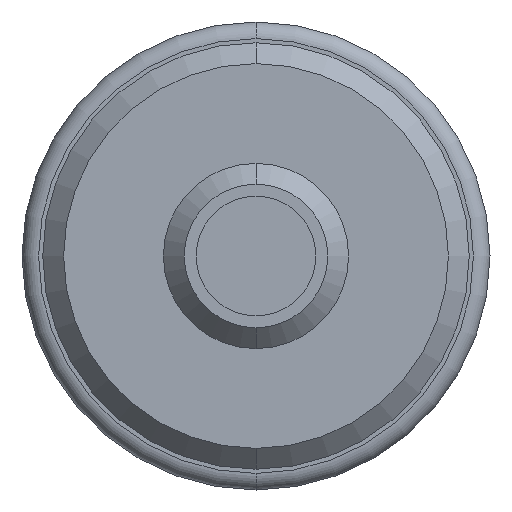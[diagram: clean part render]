
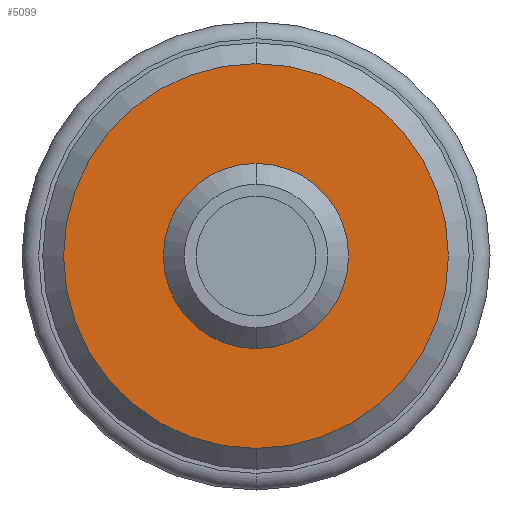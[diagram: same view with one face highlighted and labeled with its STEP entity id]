
A CAD part, front view. The second image highlights one B-rep face of the part: STEP entity #5099.
In plain terms, the highlighted planar face has unit normal (0, -1, 0).
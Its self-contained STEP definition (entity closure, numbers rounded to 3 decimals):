
#20 = DIRECTION ( 'NONE',  ( 0., 0., -1. ) ) ;
#140 = DIRECTION ( 'NONE',  ( 0., 0., -1. ) ) ;
#155 = CARTESIAN_POINT ( 'NONE',  ( 0., -2., 4.45 ) ) ;
#339 = VERTEX_POINT ( 'NONE', #4976 ) ;
#369 = CIRCLE ( 'NONE', #4477, 9.25 ) ;
#372 = CIRCLE ( 'NONE', #4582, 4.45 ) ;
#423 = CARTESIAN_POINT ( 'NONE',  ( 0., -2., 0. ) ) ;
#438 = CARTESIAN_POINT ( 'NONE',  ( 0., -2., 9.25 ) ) ;
#559 = PLANE ( 'NONE',  #5305 ) ;
#668 = EDGE_LOOP ( 'NONE', ( #1993, #1240 ) ) ;
#865 = DIRECTION ( 'NONE',  ( 0., -1., 0. ) ) ;
#1007 = EDGE_CURVE ( 'NONE', #339, #5403, #369, .T. ) ;
#1068 = VERTEX_POINT ( 'NONE', #155 ) ;
#1229 = DIRECTION ( 'NONE',  ( 0., -1., 0. ) ) ;
#1240 = ORIENTED_EDGE ( 'NONE', *, *, #2939, .F. ) ;
#1351 = FACE_OUTER_BOUND ( 'NONE', #3876, .T. ) ;
#1386 = ORIENTED_EDGE ( 'NONE', *, *, #1007, .T. ) ;
#1786 = DIRECTION ( 'NONE',  ( 0., 0., -1. ) ) ;
#1993 = ORIENTED_EDGE ( 'NONE', *, *, #4567, .F. ) ;
#2023 = CIRCLE ( 'NONE', #3540, 4.45 ) ;
#2541 = CARTESIAN_POINT ( 'NONE',  ( 0., -2., -4.45 ) ) ;
#2844 = DIRECTION ( 'NONE',  ( 0., -1., 0. ) ) ;
#2935 = DIRECTION ( 'NONE',  ( 0., 0., -1. ) ) ;
#2939 = EDGE_CURVE ( 'NONE', #4965, #1068, #2023, .T. ) ;
#3082 = DIRECTION ( 'NONE',  ( 0., -1., 0. ) ) ;
#3540 = AXIS2_PLACEMENT_3D ( 'NONE', #5064, #1229, #2935 ) ;
#3685 = AXIS2_PLACEMENT_3D ( 'NONE', #423, #865, #20 ) ;
#3876 = EDGE_LOOP ( 'NONE', ( #4995, #1386 ) ) ;
#3888 = CARTESIAN_POINT ( 'NONE',  ( 0., -2., 0. ) ) ;
#3959 = CARTESIAN_POINT ( 'NONE',  ( 0., -2., 0. ) ) ;
#4337 = EDGE_CURVE ( 'NONE', #5403, #339, #5465, .T. ) ;
#4403 = FACE_BOUND ( 'NONE', #668, .T. ) ;
#4469 = CARTESIAN_POINT ( 'NONE',  ( 0., -2., 0. ) ) ;
#4477 = AXIS2_PLACEMENT_3D ( 'NONE', #3888, #4834, #1786 ) ;
#4567 = EDGE_CURVE ( 'NONE', #1068, #4965, #372, .T. ) ;
#4582 = AXIS2_PLACEMENT_3D ( 'NONE', #4469, #3082, #4777 ) ;
#4777 = DIRECTION ( 'NONE',  ( 0., 0., -1. ) ) ;
#4834 = DIRECTION ( 'NONE',  ( 0., -1., 0. ) ) ;
#4965 = VERTEX_POINT ( 'NONE', #2541 ) ;
#4976 = CARTESIAN_POINT ( 'NONE',  ( 0., -2., -9.25 ) ) ;
#4995 = ORIENTED_EDGE ( 'NONE', *, *, #4337, .T. ) ;
#5064 = CARTESIAN_POINT ( 'NONE',  ( 0., -2., 0. ) ) ;
#5099 = ADVANCED_FACE ( 'NONE', ( #1351, #4403 ), #559, .T. ) ;
#5305 = AXIS2_PLACEMENT_3D ( 'NONE', #3959, #2844, #140 ) ;
#5403 = VERTEX_POINT ( 'NONE', #438 ) ;
#5465 = CIRCLE ( 'NONE', #3685, 9.25 ) ;
